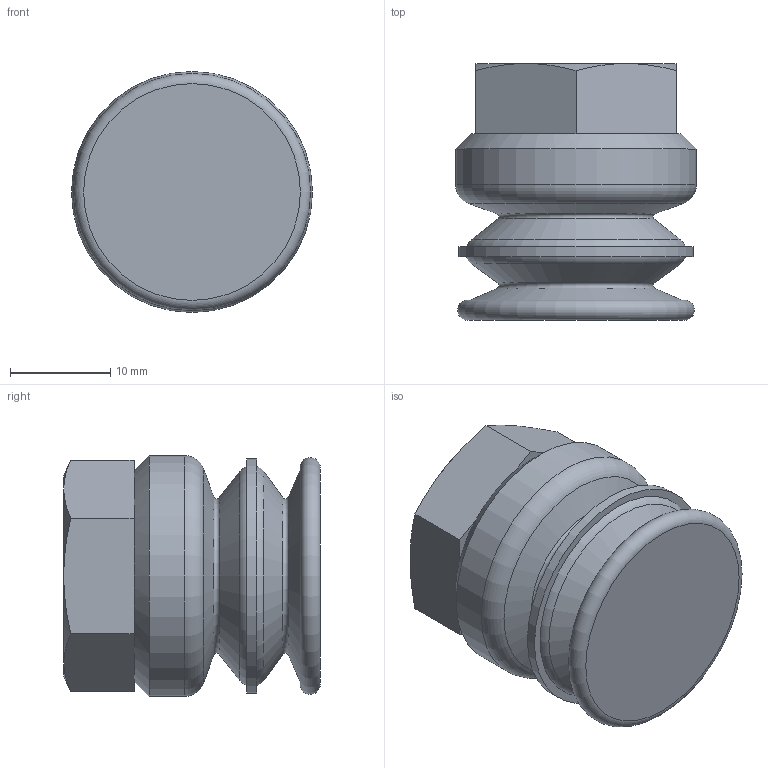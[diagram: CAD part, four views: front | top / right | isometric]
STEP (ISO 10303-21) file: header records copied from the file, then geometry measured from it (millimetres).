
FILE_DESCRIPTION(/* description */ (''),/* implementation_level */ '2;1');
FILE_NAME(/* name */ '3D_vfdlg25nit+rac36r1-4h.stp',/* time_stamp */ '2020-03-26T09:27:00+01:00',/* author */ ('lmacia'),/* organization */ (''),/* preprocessor_version */ 'ST-DEVELOPER v17',/* originating_system */ 'Autodesk Inventor 2019',/* authorisation */ '');
FILE_SCHEMA (('AUTOMOTIVE_DESIGN { 1 0 10303 214 3 1 1 }'));
Length unit declared in the file: millimetre
Products named in the file (1): 3D_vfdlg25+rac36r1-4h
Bounding box: 24 x 25.55 x 24 mm (x, y, z)
Volume: 7983.1 mm3; surface area: 3479.7 mm2
Topology: 1 solids, 1 shells, 45 faces, 113 edges, 74 vertices
Faces by surface type: plane 24, cone 12, torus 6, cylinder 3
Full cylindrical faces by diameter (mm): 11.445 x1, 23.4 x1, 24 x1
Entity records: 1483 total; most frequent: DIRECTION 261, CARTESIAN_POINT 257, ORIENTED_EDGE 226, AXIS2_PLACEMENT_3D 114, EDGE_CURVE 113, VERTEX_POINT 74, CIRCLE 68, EDGE_LOOP 49
